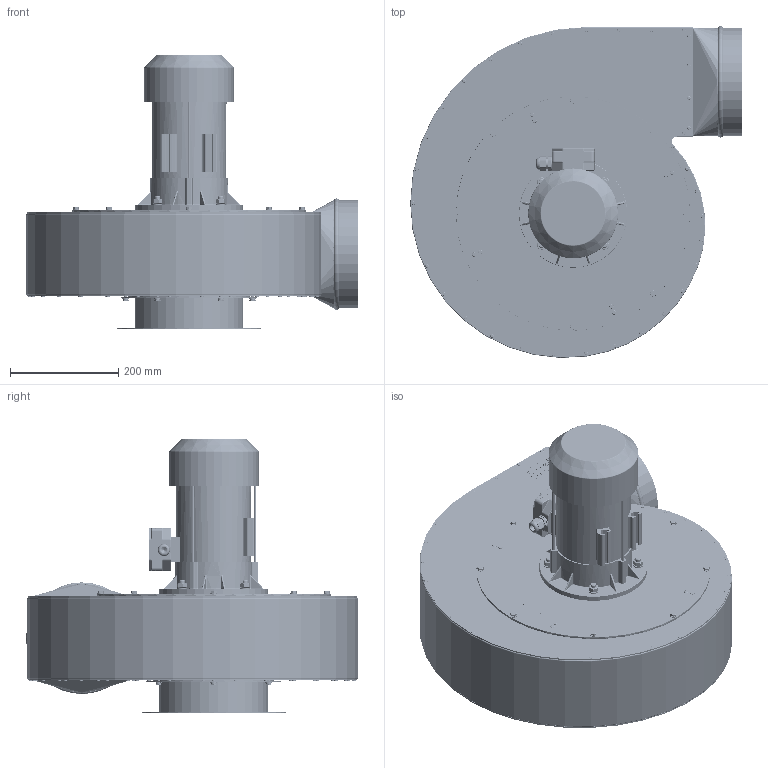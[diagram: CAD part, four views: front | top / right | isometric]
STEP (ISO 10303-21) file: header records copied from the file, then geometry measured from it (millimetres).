
FILE_DESCRIPTION(/* description */ ('804W08 WPAN-9-E-N'),/* implementation_level */ '2;1');
FILE_NAME(/* name */ '804W08 WPAN-9-E-N.stp',/* time_stamp */ '2022-05-09T09:43:42+02:00',/* author */ ('a.korpacki'),/* organization */ ('KLIMAWENT S.A.'),/* preprocessor_version */ 'ST-DEVELOPER v18.1',/* originating_system */ 'Autodesk Inventor 2021',/* authorisation */ '');
FILE_SCHEMA (('AUTOMOTIVE_DESIGN { 1 0 10303 214 3 1 1 }'));
Length unit declared in the file: millimetre
Products named in the file (1): ~~
Bounding box: 611.7 x 612.34 x 506.5 mm (x, y, z)
Volume: 6226882.7 mm3; surface area: 2215781 mm2
Topology: 26 solids, 26 shells, 4970 faces, 12045 edges, 7791 vertices
Faces by surface type: plane 2527, bspline 1131, cylinder 935, torus 209, cone 151, sphere 17
Full cylindrical faces by diameter (mm): 3 x32, 3.2 x79, 3.3 x61, 3.5 x64, 4 x8, 4.3 x8, 4.8 x3, 6 x29, 6.5 x83, 7 x10, 8 x9, 8.2 x1, 8.67 x14, 8.88 x14, 9 x14, 10 x8, 11 x4, 11.63 x1, 12 x4, 12.5 x1, 14.63 x4, 20 x1, 24 x1, 27 x1, 119.5 x1, 130 x1, 130.5 x1, 138 x2, 163.5 x1, 166 x1
Entity records: 162781 total; most frequent: CARTESIAN_POINT 46880, ORIENTED_EDGE 24024, DIRECTION 20322, EDGE_CURVE 12012, VERTEX_POINT 7791, AXIS2_PLACEMENT_3D 6963, LINE 6396, VECTOR 6396
